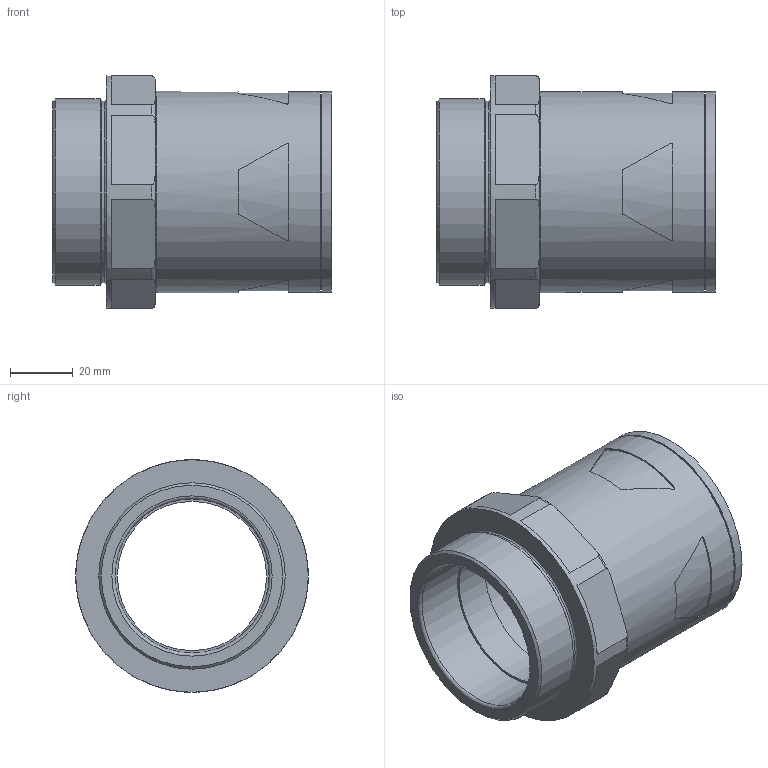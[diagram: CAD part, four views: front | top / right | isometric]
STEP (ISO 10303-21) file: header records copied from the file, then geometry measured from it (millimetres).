
FILE_DESCRIPTION( ( 'STEP AP203' ), '1' );
FILE_NAME( 'FLEXA RQGK-P 5020.074.248.stp', '2020-03-27T11:17:26', ( 'License CC BY-ND 4.0' ), ( 'CADENAS' ), ' ', 'PARTsolutions', ' ' );
FILE_SCHEMA( ( 'CONFIG_CONTROL_DESIGN' ) );
Length unit declared in the file: millimetre
Products named in the file (1): _FLEXA RQGK-P 5020.074.248
Bounding box: 88.5 x 74 x 74 mm (x, y, z)
Volume: 96350.1 mm3; surface area: 38833.2 mm2
Topology: 1 solids, 1 shells, 84 faces, 214 edges, 141 vertices
Faces by surface type: plane 40, cylinder 29, torus 13, cone 2
Full cylindrical faces by diameter (mm): 47.5 x1, 49 x1, 54.5 x1, 57.8 x1, 58 x1, 59.3 x1, 64 x2, 74 x1
Entity records: 2792 total; most frequent: CARTESIAN_POINT 833, DIRECTION 392, ORIENTED_EDGE 382, EDGE_CURVE 191, AXIS2_PLACEMENT_3D 164, VERTEX_POINT 135, EDGE_LOOP 112, FACE_OUTER_BOUND 98
